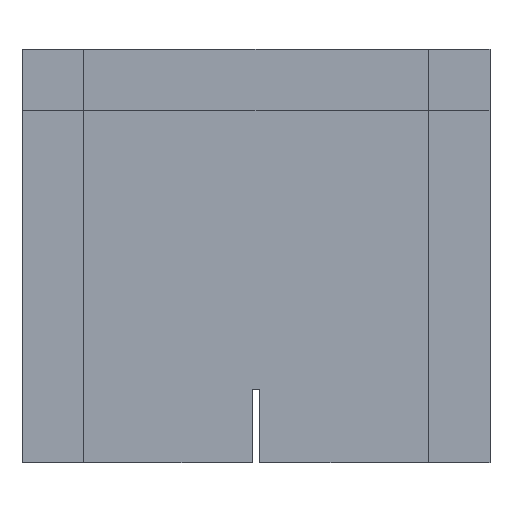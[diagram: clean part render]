
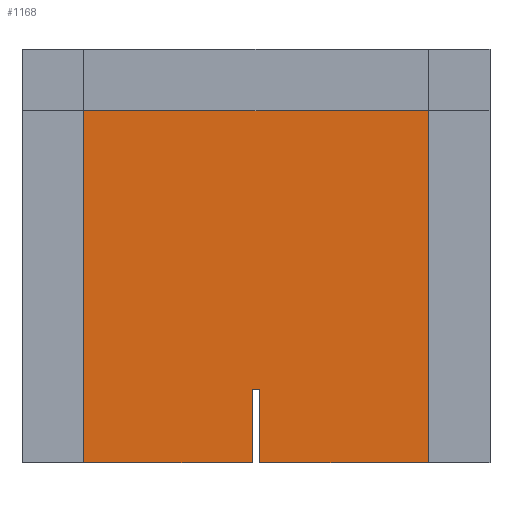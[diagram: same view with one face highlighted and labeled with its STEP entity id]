
A CAD part, top view. The second image highlights one B-rep face of the part: STEP entity #1168.
In plain terms, the highlighted planar face has unit normal (0, 0, 1).
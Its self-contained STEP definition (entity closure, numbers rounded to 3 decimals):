
#1168 = ADVANCED_FACE('',(#1169),#1183,.T.);
#1169 = FACE_BOUND('',#1170,.T.);
#1170 = EDGE_LOOP('',(#1171,#1194,#1210,#1226,#1242,#1258,#1274,#1290));
#1171 = ORIENTED_EDGE('',*,*,#1172,.T.);
#1172 = EDGE_CURVE('',#1173,#1175,#1177,.T.);
#1173 = VERTEX_POINT('',#1174);
#1174 = CARTESIAN_POINT('',(-0.15,3.,0.));
#1175 = VERTEX_POINT('',#1176);
#1176 = CARTESIAN_POINT('',(0.15,3.,0.));
#1177 = SURFACE_CURVE('',#1178,(#1182),.PCURVE_S1.);
#1178 = LINE('',#1179,#1180);
#1179 = CARTESIAN_POINT('',(-0.15,3.,0.));
#1180 = VECTOR('',#1181,1.);
#1181 = DIRECTION('',(1.,0.,0.));
#1182 = PCURVE('',#1183,#1188);
#1183 = PLANE('',#1184);
#1184 = AXIS2_PLACEMENT_3D('',#1185,#1186,#1187);
#1185 = CARTESIAN_POINT('',(-0.15,3.,0.));
#1186 = DIRECTION('',(-0.,0.,1.));
#1187 = DIRECTION('',(1.,0.,0.));
#1188 = DEFINITIONAL_REPRESENTATION('',(#1189),#1193);
#1189 = LINE('',#1190,#1191);
#1190 = CARTESIAN_POINT('',(0.,0.));
#1191 = VECTOR('',#1192,1.);
#1192 = DIRECTION('',(1.,0.));
#1193 = ( GEOMETRIC_REPRESENTATION_CONTEXT(2) 
PARAMETRIC_REPRESENTATION_CONTEXT() REPRESENTATION_CONTEXT('2D SPACE',''
  ) );
#1194 = ORIENTED_EDGE('',*,*,#1195,.F.);
#1195 = EDGE_CURVE('',#1196,#1175,#1198,.T.);
#1196 = VERTEX_POINT('',#1197);
#1197 = CARTESIAN_POINT('',(0.15,0.,0.));
#1198 = SURFACE_CURVE('',#1199,(#1203),.PCURVE_S1.);
#1199 = LINE('',#1200,#1201);
#1200 = CARTESIAN_POINT('',(0.15,0.,0.));
#1201 = VECTOR('',#1202,1.);
#1202 = DIRECTION('',(0.,1.,0.));
#1203 = PCURVE('',#1183,#1204);
#1204 = DEFINITIONAL_REPRESENTATION('',(#1205),#1209);
#1205 = LINE('',#1206,#1207);
#1206 = CARTESIAN_POINT('',(0.3,-3.));
#1207 = VECTOR('',#1208,1.);
#1208 = DIRECTION('',(0.,1.));
#1209 = ( GEOMETRIC_REPRESENTATION_CONTEXT(2) 
PARAMETRIC_REPRESENTATION_CONTEXT() REPRESENTATION_CONTEXT('2D SPACE',''
  ) );
#1210 = ORIENTED_EDGE('',*,*,#1211,.T.);
#1211 = EDGE_CURVE('',#1196,#1212,#1214,.T.);
#1212 = VERTEX_POINT('',#1213);
#1213 = CARTESIAN_POINT('',(7.,0.,0.));
#1214 = SURFACE_CURVE('',#1215,(#1219),.PCURVE_S1.);
#1215 = LINE('',#1216,#1217);
#1216 = CARTESIAN_POINT('',(0.15,0.,0.));
#1217 = VECTOR('',#1218,1.);
#1218 = DIRECTION('',(1.,0.,0.));
#1219 = PCURVE('',#1183,#1220);
#1220 = DEFINITIONAL_REPRESENTATION('',(#1221),#1225);
#1221 = LINE('',#1222,#1223);
#1222 = CARTESIAN_POINT('',(0.3,-3.));
#1223 = VECTOR('',#1224,1.);
#1224 = DIRECTION('',(1.,0.));
#1225 = ( GEOMETRIC_REPRESENTATION_CONTEXT(2) 
PARAMETRIC_REPRESENTATION_CONTEXT() REPRESENTATION_CONTEXT('2D SPACE',''
  ) );
#1226 = ORIENTED_EDGE('',*,*,#1227,.F.);
#1227 = EDGE_CURVE('',#1228,#1212,#1230,.T.);
#1228 = VERTEX_POINT('',#1229);
#1229 = CARTESIAN_POINT('',(7.,14.3,0.));
#1230 = SURFACE_CURVE('',#1231,(#1235),.PCURVE_S1.);
#1231 = LINE('',#1232,#1233);
#1232 = CARTESIAN_POINT('',(7.,14.3,0.));
#1233 = VECTOR('',#1234,1.);
#1234 = DIRECTION('',(0.,-1.,0.));
#1235 = PCURVE('',#1183,#1236);
#1236 = DEFINITIONAL_REPRESENTATION('',(#1237),#1241);
#1237 = LINE('',#1238,#1239);
#1238 = CARTESIAN_POINT('',(7.15,11.3));
#1239 = VECTOR('',#1240,1.);
#1240 = DIRECTION('',(0.,-1.));
#1241 = ( GEOMETRIC_REPRESENTATION_CONTEXT(2) 
PARAMETRIC_REPRESENTATION_CONTEXT() REPRESENTATION_CONTEXT('2D SPACE',''
  ) );
#1242 = ORIENTED_EDGE('',*,*,#1243,.T.);
#1243 = EDGE_CURVE('',#1228,#1244,#1246,.T.);
#1244 = VERTEX_POINT('',#1245);
#1245 = CARTESIAN_POINT('',(-7.,14.3,0.));
#1246 = SURFACE_CURVE('',#1247,(#1251),.PCURVE_S1.);
#1247 = LINE('',#1248,#1249);
#1248 = CARTESIAN_POINT('',(7.,14.3,0.));
#1249 = VECTOR('',#1250,1.);
#1250 = DIRECTION('',(-1.,0.,0.));
#1251 = PCURVE('',#1183,#1252);
#1252 = DEFINITIONAL_REPRESENTATION('',(#1253),#1257);
#1253 = LINE('',#1254,#1255);
#1254 = CARTESIAN_POINT('',(7.15,11.3));
#1255 = VECTOR('',#1256,1.);
#1256 = DIRECTION('',(-1.,0.));
#1257 = ( GEOMETRIC_REPRESENTATION_CONTEXT(2) 
PARAMETRIC_REPRESENTATION_CONTEXT() REPRESENTATION_CONTEXT('2D SPACE',''
  ) );
#1258 = ORIENTED_EDGE('',*,*,#1259,.T.);
#1259 = EDGE_CURVE('',#1244,#1260,#1262,.T.);
#1260 = VERTEX_POINT('',#1261);
#1261 = CARTESIAN_POINT('',(-7.,0.,0.));
#1262 = SURFACE_CURVE('',#1263,(#1267),.PCURVE_S1.);
#1263 = LINE('',#1264,#1265);
#1264 = CARTESIAN_POINT('',(-7.,14.3,0.));
#1265 = VECTOR('',#1266,1.);
#1266 = DIRECTION('',(0.,-1.,0.));
#1267 = PCURVE('',#1183,#1268);
#1268 = DEFINITIONAL_REPRESENTATION('',(#1269),#1273);
#1269 = LINE('',#1270,#1271);
#1270 = CARTESIAN_POINT('',(-6.85,11.3));
#1271 = VECTOR('',#1272,1.);
#1272 = DIRECTION('',(0.,-1.));
#1273 = ( GEOMETRIC_REPRESENTATION_CONTEXT(2) 
PARAMETRIC_REPRESENTATION_CONTEXT() REPRESENTATION_CONTEXT('2D SPACE',''
  ) );
#1274 = ORIENTED_EDGE('',*,*,#1275,.T.);
#1275 = EDGE_CURVE('',#1260,#1276,#1278,.T.);
#1276 = VERTEX_POINT('',#1277);
#1277 = CARTESIAN_POINT('',(-0.15,0.,0.));
#1278 = SURFACE_CURVE('',#1279,(#1283),.PCURVE_S1.);
#1279 = LINE('',#1280,#1281);
#1280 = CARTESIAN_POINT('',(-7.,0.,0.));
#1281 = VECTOR('',#1282,1.);
#1282 = DIRECTION('',(1.,0.,0.));
#1283 = PCURVE('',#1183,#1284);
#1284 = DEFINITIONAL_REPRESENTATION('',(#1285),#1289);
#1285 = LINE('',#1286,#1287);
#1286 = CARTESIAN_POINT('',(-6.85,-3.));
#1287 = VECTOR('',#1288,1.);
#1288 = DIRECTION('',(1.,0.));
#1289 = ( GEOMETRIC_REPRESENTATION_CONTEXT(2) 
PARAMETRIC_REPRESENTATION_CONTEXT() REPRESENTATION_CONTEXT('2D SPACE',''
  ) );
#1290 = ORIENTED_EDGE('',*,*,#1291,.F.);
#1291 = EDGE_CURVE('',#1173,#1276,#1292,.T.);
#1292 = SURFACE_CURVE('',#1293,(#1297),.PCURVE_S1.);
#1293 = LINE('',#1294,#1295);
#1294 = CARTESIAN_POINT('',(-0.15,3.,0.));
#1295 = VECTOR('',#1296,1.);
#1296 = DIRECTION('',(0.,-1.,0.));
#1297 = PCURVE('',#1183,#1298);
#1298 = DEFINITIONAL_REPRESENTATION('',(#1299),#1303);
#1299 = LINE('',#1300,#1301);
#1300 = CARTESIAN_POINT('',(0.,0.));
#1301 = VECTOR('',#1302,1.);
#1302 = DIRECTION('',(0.,-1.));
#1303 = ( GEOMETRIC_REPRESENTATION_CONTEXT(2) 
PARAMETRIC_REPRESENTATION_CONTEXT() REPRESENTATION_CONTEXT('2D SPACE',''
  ) );
